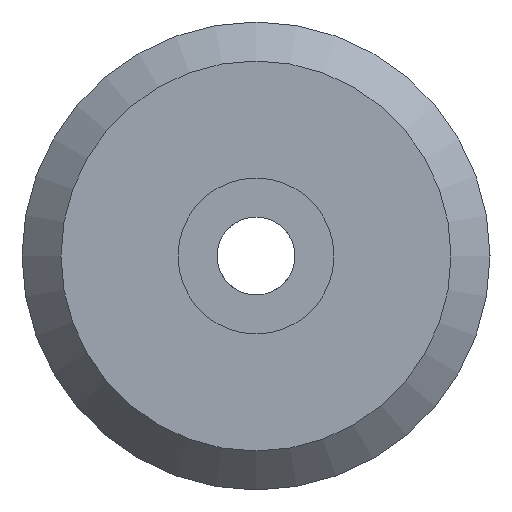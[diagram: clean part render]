
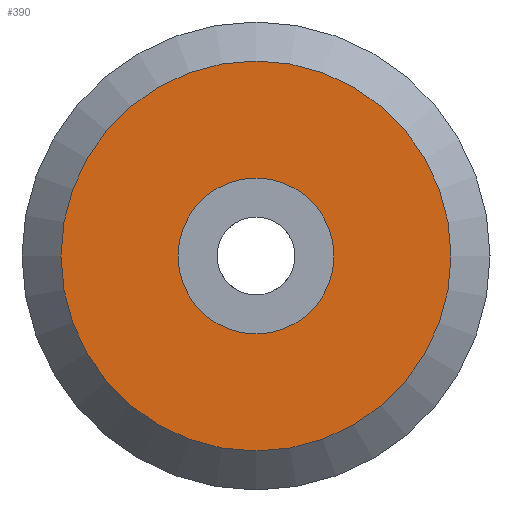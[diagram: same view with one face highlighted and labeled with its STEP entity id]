
A CAD part, left-side view. The second image highlights one B-rep face of the part: STEP entity #390.
In plain terms, the highlighted planar face has unit normal (-1, 0, 0).
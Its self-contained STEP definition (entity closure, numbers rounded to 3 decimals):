
#12 = VERTEX_POINT ( 'NONE', #285 ) ;
#29 = EDGE_LOOP ( 'NONE', ( #171 ) ) ;
#81 = EDGE_CURVE ( 'NONE', #12, #12, #436, .T. ) ;
#85 = DIRECTION ( 'NONE',  ( 0., 0., 1. ) ) ;
#91 = CARTESIAN_POINT ( 'NONE',  ( -96., 0., -5. ) ) ;
#126 = PLANE ( 'NONE',  #238 ) ;
#127 = FACE_BOUND ( 'NONE', #229, .T. ) ;
#132 = AXIS2_PLACEMENT_3D ( 'NONE', #394, #188, #259 ) ;
#161 = DIRECTION ( 'NONE',  ( 0., 0., -1. ) ) ;
#171 = ORIENTED_EDGE ( 'NONE', *, *, #199, .F. ) ;
#188 = DIRECTION ( 'NONE',  ( 1., 0., 0. ) ) ;
#199 = EDGE_CURVE ( 'NONE', #496, #496, #297, .T. ) ;
#229 = EDGE_LOOP ( 'NONE', ( #241 ) ) ;
#238 = AXIS2_PLACEMENT_3D ( 'NONE', #506, #410, #85 ) ;
#241 = ORIENTED_EDGE ( 'NONE', *, *, #81, .T. ) ;
#259 = DIRECTION ( 'NONE',  ( 0., 0., -1. ) ) ;
#271 = CARTESIAN_POINT ( 'NONE',  ( -96., 0., 0. ) ) ;
#285 = CARTESIAN_POINT ( 'NONE',  ( -96., 0., -2. ) ) ;
#297 = CIRCLE ( 'NONE', #324, 5. ) ;
#324 = AXIS2_PLACEMENT_3D ( 'NONE', #271, #364, #161 ) ;
#356 = FACE_OUTER_BOUND ( 'NONE', #29, .T. ) ;
#364 = DIRECTION ( 'NONE',  ( 1., 0., 0. ) ) ;
#390 = ADVANCED_FACE ( 'NONE', ( #127, #356 ), #126, .T. ) ;
#394 = CARTESIAN_POINT ( 'NONE',  ( -96., 0., 0. ) ) ;
#410 = DIRECTION ( 'NONE',  ( -1., 0., 0. ) ) ;
#436 = CIRCLE ( 'NONE', #132, 2. ) ;
#496 = VERTEX_POINT ( 'NONE', #91 ) ;
#506 = CARTESIAN_POINT ( 'NONE',  ( -96., 2., 0. ) ) ;
